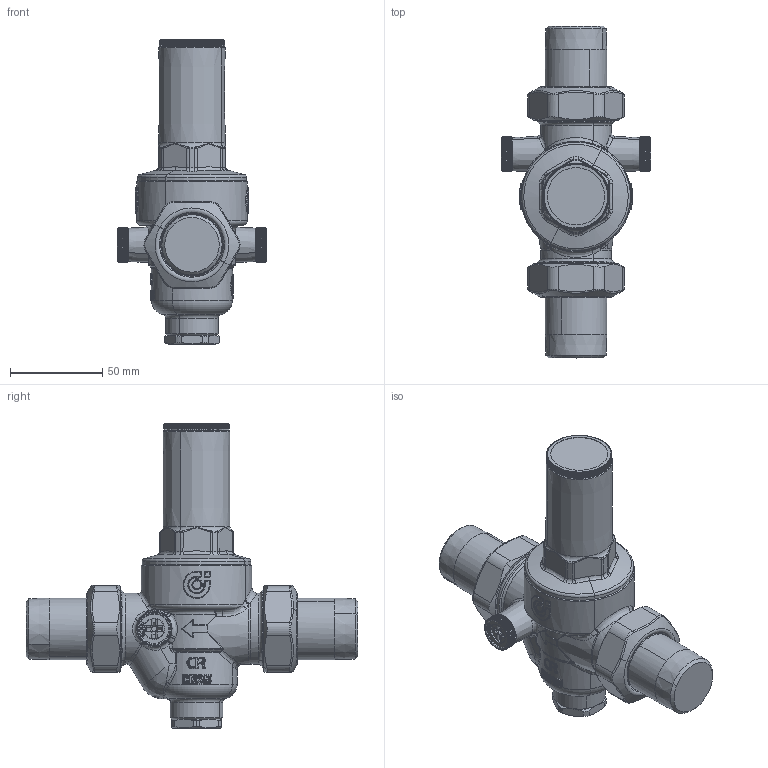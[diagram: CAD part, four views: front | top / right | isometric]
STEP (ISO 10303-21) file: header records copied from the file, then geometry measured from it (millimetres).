
FILE_DESCRIPTION(('CATIA V5 STEP Exchange'),'2;1');
FILE_NAME('STEP_536060_-_TST.stp','2017-03-17T13:03:12+00:00',('none'),('none'),'CATIA Version 5-6 Release 2014 SP5','CATIA V5 STEP AP203','none');
FILE_SCHEMA(('CONFIG_CONTROL_DESIGN'));
Length unit declared in the file: millimetre
Products named in the file (1): 536060 - TST
Bounding box: 81 x 180 x 165.3 mm (x, y, z)
Volume: 423801.3 mm3; surface area: 53011.1 mm2
Topology: 1 solids, 11 shells, 3002 faces, 8074 edges, 5029 vertices
Faces by surface type: plane 1402, cylinder 732, bspline 549, torus 115, cone 99, sphere 81, revolution 24
Entity records: 131572 total; most frequent: CARTESIAN_POINT 67650, ORIENTED_EDGE 15940, DIRECTION 8612, EDGE_CURVE 7970, VERTEX_POINT 5029, AXIS2_PLACEMENT_3D 3574, VECTOR 3320, LINE 3320
